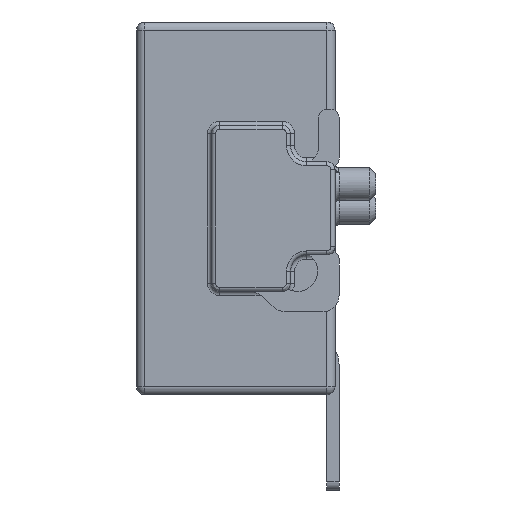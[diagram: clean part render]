
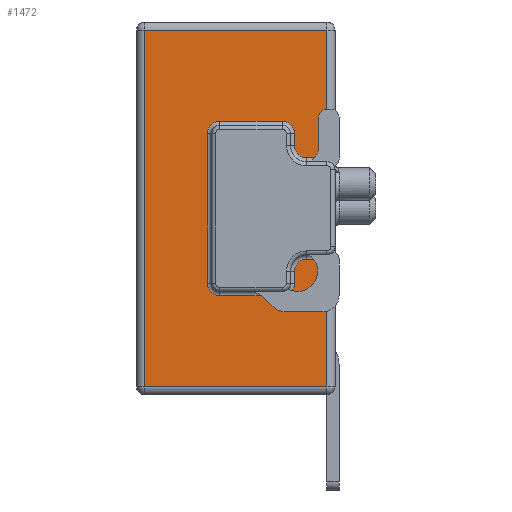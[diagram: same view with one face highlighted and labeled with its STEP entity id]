
A CAD part, left-side view. The second image highlights one B-rep face of the part: STEP entity #1472.
In plain terms, the highlighted planar face has unit normal (-1, 0, 0).
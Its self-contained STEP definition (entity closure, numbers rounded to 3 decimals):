
#1049=FACE_OUTER_BOUND('',#3224,.T.);
#1472=ADVANCED_FACE('',(#1049),#1871,.T.);
#1871=PLANE('',#7743);
#2150=LINE('',#11008,#2726);
#2151=LINE('',#11011,#2727);
#2152=LINE('',#11013,#2728);
#2153=LINE('',#11017,#2729);
#2154=LINE('',#11021,#2730);
#2155=LINE('',#11025,#2731);
#2156=LINE('',#11029,#2732);
#2157=LINE('',#11033,#2733);
#2158=LINE('',#11037,#2734);
#2159=LINE('',#11039,#2735);
#2160=LINE('',#11041,#2736);
#2161=LINE('',#11043,#2737);
#2726=VECTOR('',#8706,1.);
#2727=VECTOR('',#8707,1.);
#2728=VECTOR('',#8708,1.);
#2729=VECTOR('',#8711,1.);
#2730=VECTOR('',#8714,1.);
#2731=VECTOR('',#8717,1.);
#2732=VECTOR('',#8720,1.);
#2733=VECTOR('',#8723,1.);
#2734=VECTOR('',#8726,1.);
#2735=VECTOR('',#8727,1.);
#2736=VECTOR('',#8728,1.);
#2737=VECTOR('',#8729,1.);
#3224=EDGE_LOOP('',(#3848,#3849,#3850,#3851,#3852,#3853,#3854,#3855,#3856,
#3857,#3858,#3859,#3860,#3861,#3862,#3863,#3864,#3865));
#3848=ORIENTED_EDGE('',*,*,#6479,.T.);
#3849=ORIENTED_EDGE('',*,*,#6480,.T.);
#3850=ORIENTED_EDGE('',*,*,#6481,.T.);
#3851=ORIENTED_EDGE('',*,*,#6482,.T.);
#3852=ORIENTED_EDGE('',*,*,#6483,.T.);
#3853=ORIENTED_EDGE('',*,*,#6484,.T.);
#3854=ORIENTED_EDGE('',*,*,#6485,.T.);
#3855=ORIENTED_EDGE('',*,*,#6486,.T.);
#3856=ORIENTED_EDGE('',*,*,#6487,.T.);
#3857=ORIENTED_EDGE('',*,*,#6488,.T.);
#3858=ORIENTED_EDGE('',*,*,#6489,.T.);
#3859=ORIENTED_EDGE('',*,*,#6490,.T.);
#3860=ORIENTED_EDGE('',*,*,#6491,.T.);
#3861=ORIENTED_EDGE('',*,*,#6492,.T.);
#3862=ORIENTED_EDGE('',*,*,#6493,.T.);
#3863=ORIENTED_EDGE('',*,*,#6494,.T.);
#3864=ORIENTED_EDGE('',*,*,#6495,.T.);
#3865=ORIENTED_EDGE('',*,*,#6496,.T.);
#5838=VERTEX_POINT('',#11009);
#5839=VERTEX_POINT('',#11010);
#5840=VERTEX_POINT('',#11012);
#5841=VERTEX_POINT('',#11014);
#5842=VERTEX_POINT('',#11016);
#5843=VERTEX_POINT('',#11018);
#5844=VERTEX_POINT('',#11020);
#5845=VERTEX_POINT('',#11022);
#5846=VERTEX_POINT('',#11024);
#5847=VERTEX_POINT('',#11026);
#5848=VERTEX_POINT('',#11028);
#5849=VERTEX_POINT('',#11030);
#5850=VERTEX_POINT('',#11032);
#5851=VERTEX_POINT('',#11034);
#5852=VERTEX_POINT('',#11036);
#5853=VERTEX_POINT('',#11038);
#5854=VERTEX_POINT('',#11040);
#5855=VERTEX_POINT('',#11042);
#6479=EDGE_CURVE('',#5838,#5839,#2150,.T.);
#6480=EDGE_CURVE('',#5839,#5840,#2151,.T.);
#6481=EDGE_CURVE('',#5840,#5841,#2152,.T.);
#6482=EDGE_CURVE('',#5841,#5842,#7353,.T.);
#6483=EDGE_CURVE('',#5842,#5843,#2153,.T.);
#6484=EDGE_CURVE('',#5843,#5844,#7354,.T.);
#6485=EDGE_CURVE('',#5844,#5845,#2154,.T.);
#6486=EDGE_CURVE('',#5845,#5846,#7355,.T.);
#6487=EDGE_CURVE('',#5846,#5847,#2155,.T.);
#6488=EDGE_CURVE('',#5847,#5848,#7356,.T.);
#6489=EDGE_CURVE('',#5848,#5849,#2156,.T.);
#6490=EDGE_CURVE('',#5849,#5850,#7357,.T.);
#6491=EDGE_CURVE('',#5850,#5851,#2157,.T.);
#6492=EDGE_CURVE('',#5851,#5852,#7358,.T.);
#6493=EDGE_CURVE('',#5852,#5853,#2158,.T.);
#6494=EDGE_CURVE('',#5853,#5854,#2159,.T.);
#6495=EDGE_CURVE('',#5854,#5855,#2160,.T.);
#6496=EDGE_CURVE('',#5855,#5838,#2161,.T.);
#7353=CIRCLE('',#7737,0.3);
#7354=CIRCLE('',#7738,0.3);
#7355=CIRCLE('',#7739,0.3);
#7356=CIRCLE('',#7740,0.3);
#7357=CIRCLE('',#7741,0.3);
#7358=CIRCLE('',#7742,0.3);
#7737=AXIS2_PLACEMENT_3D('',#11015,#8709,#8710);
#7738=AXIS2_PLACEMENT_3D('',#11019,#8712,#8713);
#7739=AXIS2_PLACEMENT_3D('',#11023,#8715,#8716);
#7740=AXIS2_PLACEMENT_3D('',#11027,#8718,#8719);
#7741=AXIS2_PLACEMENT_3D('',#11031,#8721,#8722);
#7742=AXIS2_PLACEMENT_3D('',#11035,#8724,#8725);
#7743=AXIS2_PLACEMENT_3D('',#11044,#8730,#8731);
#8706=DIRECTION('',(0.,-1.,0.));
#8707=DIRECTION('',(0.,0.,1.));
#8708=DIRECTION('',(0.,1.,0.));
#8709=DIRECTION('',(-1.,0.,0.));
#8710=DIRECTION('',(0.,0.,1.));
#8711=DIRECTION('',(0.,0.,-1.));
#8712=DIRECTION('',(1.,0.,0.));
#8713=DIRECTION('',(0.,0.,1.));
#8714=DIRECTION('',(0.,1.,0.));
#8715=DIRECTION('',(1.,0.,0.));
#8716=DIRECTION('',(0.,0.,1.));
#8717=DIRECTION('',(0.,0.,1.));
#8718=DIRECTION('',(1.,0.,0.));
#8719=DIRECTION('',(0.,0.,1.));
#8720=DIRECTION('',(0.,-1.,0.));
#8721=DIRECTION('',(1.,0.,0.));
#8722=DIRECTION('',(0.,0.,1.));
#8723=DIRECTION('',(0.,0.,-1.));
#8724=DIRECTION('',(-1.,0.,0.));
#8725=DIRECTION('',(0.,0.,1.));
#8726=DIRECTION('',(0.,-1.,0.));
#8727=DIRECTION('',(0.,0.,1.));
#8728=DIRECTION('',(0.,1.,0.));
#8729=DIRECTION('',(0.,0.,-1.));
#8730=DIRECTION('',(-1.,0.,0.));
#8731=DIRECTION('',(0.,0.,1.));
#11008=CARTESIAN_POINT('',(-1.49,-2.25,-9.));
#11009=CARTESIAN_POINT('',(-1.49,2.25,-9.));
#11010=CARTESIAN_POINT('',(-1.49,-2.25,-9.));
#11011=CARTESIAN_POINT('',(-1.49,-2.25,-5.85));
#11012=CARTESIAN_POINT('',(-1.49,-2.25,-5.85));
#11013=CARTESIAN_POINT('',(-1.49,-2.25,-5.85));
#11014=CARTESIAN_POINT('',(-1.49,-1.75,-5.85));
#11015=CARTESIAN_POINT('',(-1.49,-1.75,-6.15));
#11016=CARTESIAN_POINT('',(-1.49,-1.45,-6.15));
#11017=CARTESIAN_POINT('',(-1.49,-1.45,-0.2));
#11018=CARTESIAN_POINT('',(-1.49,-1.45,-6.45));
#11019=CARTESIAN_POINT('',(-1.49,-1.15,-6.45));
#11020=CARTESIAN_POINT('',(-1.49,-1.15,-6.75));
#11021=CARTESIAN_POINT('',(-1.49,-2.25,-6.75));
#11022=CARTESIAN_POINT('',(-1.49,0.4,-6.75));
#11023=CARTESIAN_POINT('',(-1.49,0.4,-6.45));
#11024=CARTESIAN_POINT('',(-1.49,0.7,-6.45));
#11025=CARTESIAN_POINT('',(-1.49,0.7,-0.2));
#11026=CARTESIAN_POINT('',(-1.49,0.7,-2.75));
#11027=CARTESIAN_POINT('',(-1.49,0.4,-2.75));
#11028=CARTESIAN_POINT('',(-1.49,0.4,-2.45));
#11029=CARTESIAN_POINT('',(-1.49,-2.25,-2.45));
#11030=CARTESIAN_POINT('',(-1.49,-1.15,-2.45));
#11031=CARTESIAN_POINT('',(-1.49,-1.15,-2.75));
#11032=CARTESIAN_POINT('',(-1.49,-1.45,-2.75));
#11033=CARTESIAN_POINT('',(-1.49,-1.45,-0.2));
#11034=CARTESIAN_POINT('',(-1.49,-1.45,-3.05));
#11035=CARTESIAN_POINT('',(-1.49,-1.75,-3.05));
#11036=CARTESIAN_POINT('',(-1.49,-1.75,-3.35));
#11037=CARTESIAN_POINT('',(-1.49,-2.25,-3.35));
#11038=CARTESIAN_POINT('',(-1.49,-2.25,-3.35));
#11039=CARTESIAN_POINT('',(-1.49,-2.25,-0.2));
#11040=CARTESIAN_POINT('',(-1.49,-2.25,-0.2));
#11041=CARTESIAN_POINT('',(-1.49,2.25,-0.2));
#11042=CARTESIAN_POINT('',(-1.49,2.25,-0.2));
#11043=CARTESIAN_POINT('',(-1.49,2.25,-9.));
#11044=CARTESIAN_POINT('',(-1.49,-2.25,-0.2));
